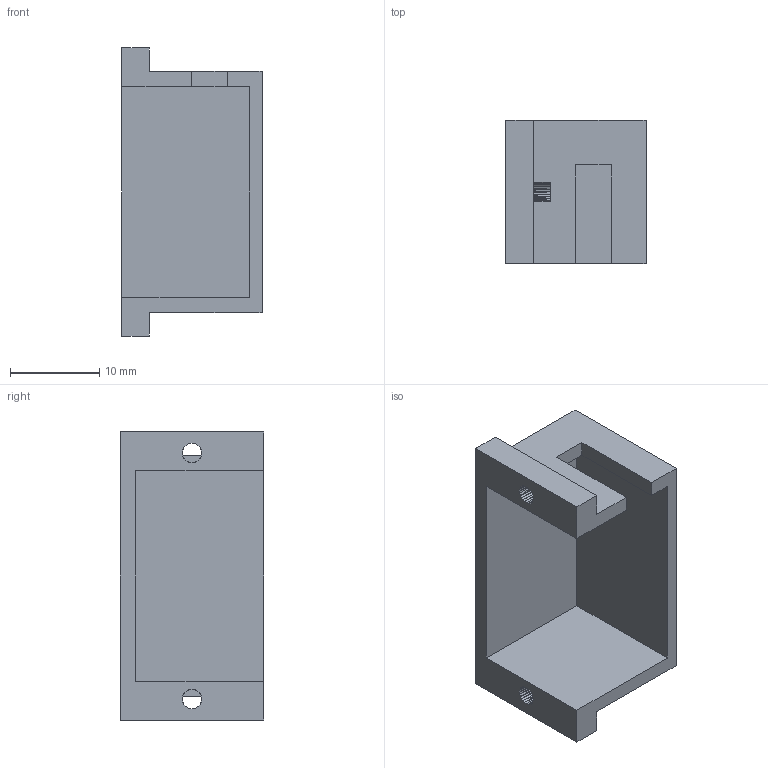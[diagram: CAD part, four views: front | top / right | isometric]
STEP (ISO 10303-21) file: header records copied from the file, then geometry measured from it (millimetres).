
FILE_DESCRIPTION(('FreeCAD Model'),'2;1');
FILE_NAME( 'new_armFrond.step', '2015-04-18T23:55:24',('Author'),(''), 'Open CASCADE STEP processor 6.8','FreeCAD','Unknown');
FILE_SCHEMA(('AUTOMOTIVE_DESIGN_CC2 { 1 2 10303 214 -1 1 5 4 }'));
Length unit declared in the file: millimetre
Products named in the file (1): new_armFront
Bounding box: 15.71 x 16 x 32.2 mm (x, y, z)
Volume: 2133.9 mm3; surface area: 2809.3 mm2
Topology: 1 solids, 1 shells, 122 faces, 260 edges, 138 vertices
Faces by surface type: plane 122
Entity records: 6485 total; most frequent: CARTESIAN_POINT 1041, DIRECTION 1026, LINE 780, VECTOR 780, ORIENTED_EDGE 520, PCURVE 520, DEFINITIONAL_REPRESENTATION 520, EDGE_CURVE 260
